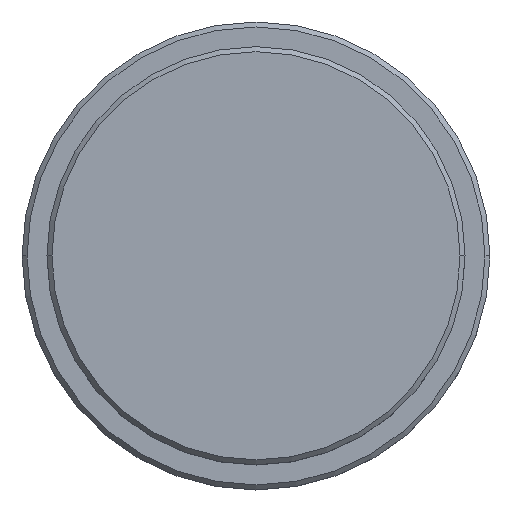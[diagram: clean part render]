
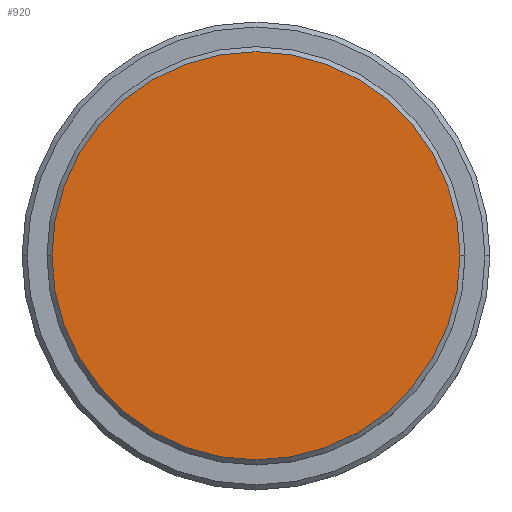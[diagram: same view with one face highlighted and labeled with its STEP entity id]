
A CAD part, top view. The second image highlights one B-rep face of the part: STEP entity #920.
In plain terms, the highlighted planar face has unit normal (0, 0, 1).
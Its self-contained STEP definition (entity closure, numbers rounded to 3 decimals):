
#44 = FACE_OUTER_BOUND ( 'NONE', #812, .T. ) ;
#113 = AXIS2_PLACEMENT_3D ( 'NONE', #308, #648, #1376 ) ;
#144 = DIRECTION ( 'NONE',  ( 0., 0., 1. ) ) ;
#157 = EDGE_CURVE ( 'NONE', #781, #1158, #1298, .T. ) ;
#264 = CARTESIAN_POINT ( 'NONE',  ( 0., 0., 0. ) ) ;
#299 = ORIENTED_EDGE ( 'NONE', *, *, #996, .T. ) ;
#308 = CARTESIAN_POINT ( 'NONE',  ( 0., 0., 0. ) ) ;
#363 = CARTESIAN_POINT ( 'NONE',  ( -20.5, 0., 0. ) ) ;
#586 = CARTESIAN_POINT ( 'NONE',  ( 20.5, 0., 0. ) ) ;
#594 = ORIENTED_EDGE ( 'NONE', *, *, #157, .T. ) ;
#602 = AXIS2_PLACEMENT_3D ( 'NONE', #264, #144, #1153 ) ;
#648 = DIRECTION ( 'NONE',  ( 0., 0., 1. ) ) ;
#760 = DIRECTION ( 'NONE',  ( 1., 0., 0. ) ) ;
#781 = VERTEX_POINT ( 'NONE', #586 ) ;
#812 = EDGE_LOOP ( 'NONE', ( #299, #594 ) ) ;
#880 = DIRECTION ( 'NONE',  ( 0., 0., 1. ) ) ;
#920 = ADVANCED_FACE ( 'NONE', ( #44 ), #941, .T. ) ;
#941 = PLANE ( 'NONE',  #602 ) ;
#964 = CARTESIAN_POINT ( 'NONE',  ( 0., 0., 0. ) ) ;
#996 = EDGE_CURVE ( 'NONE', #1158, #781, #1260, .T. ) ;
#1153 = DIRECTION ( 'NONE',  ( 1., 0., 0. ) ) ;
#1158 = VERTEX_POINT ( 'NONE', #363 ) ;
#1232 = AXIS2_PLACEMENT_3D ( 'NONE', #964, #880, #760 ) ;
#1260 = CIRCLE ( 'NONE', #113, 20.5 ) ;
#1298 = CIRCLE ( 'NONE', #1232, 20.5 ) ;
#1376 = DIRECTION ( 'NONE',  ( 1., 0., 0. ) ) ;
